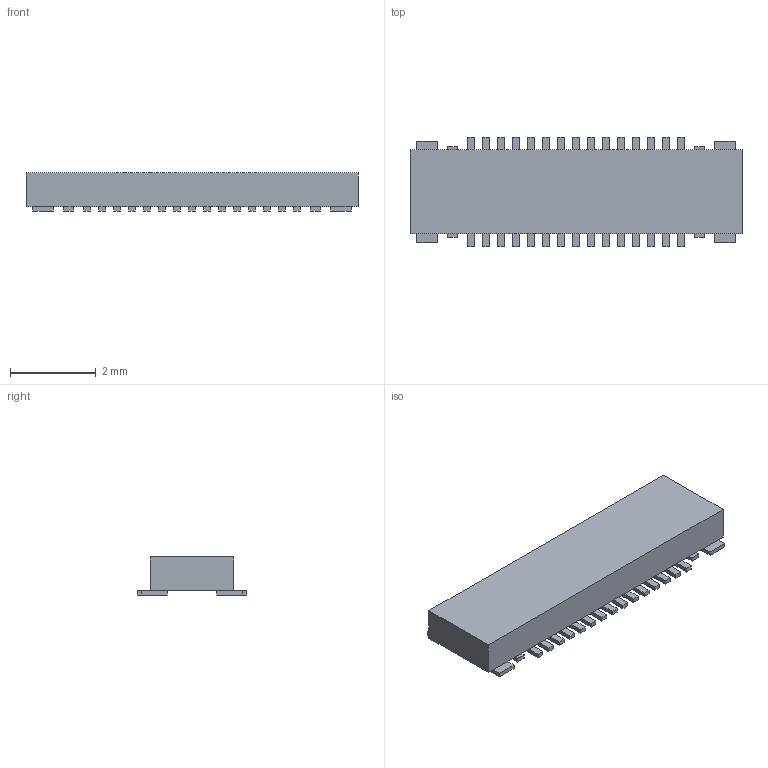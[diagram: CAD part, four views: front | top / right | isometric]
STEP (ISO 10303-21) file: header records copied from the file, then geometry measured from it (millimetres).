
FILE_DESCRIPTION(('FreeCAD Model'),'2;1');
FILE_NAME('11483687.1.3.stp','2022-10-21T05:23:40',( 'Author'),(''),'Open CASCADE STEP processor 6.9','FreeCAD','Unknown' );
FILE_SCHEMA(('AUTOMOTIVE_DESIGN { 1 0 10303 214 1 1 1 1 }'));
Length unit declared in the file: millimetre
Products named in the file (3): ASSEMBLY; Body; Pins
Assembly tree (2 placements, depth 2):
  ASSEMBLY
    Body
    Pins
Bounding box: 7.75 x 2.56 x 0.89 mm (x, y, z)
Volume: 12.4 mm3; surface area: 58.1 mm2
Topology: 39 solids, 39 shells, 234 faces, 468 edges, 312 vertices
Faces by surface type: plane 234
Entity records: 12341 total; most frequent: CARTESIAN_POINT 1953, DIRECTION 1878, LINE 1404, VECTOR 1404, ORIENTED_EDGE 936, PCURVE 936, DEFINITIONAL_REPRESENTATION 936, EDGE_CURVE 468
